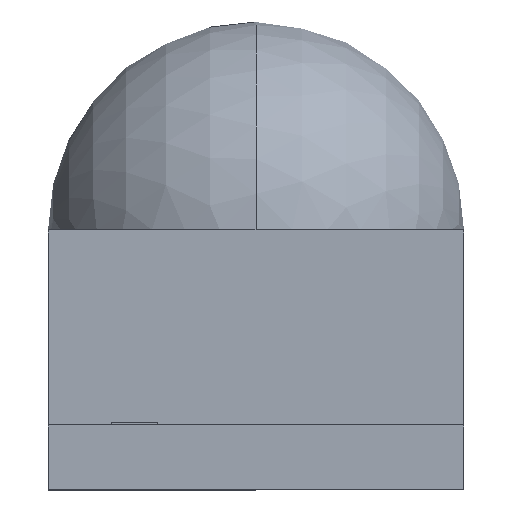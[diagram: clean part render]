
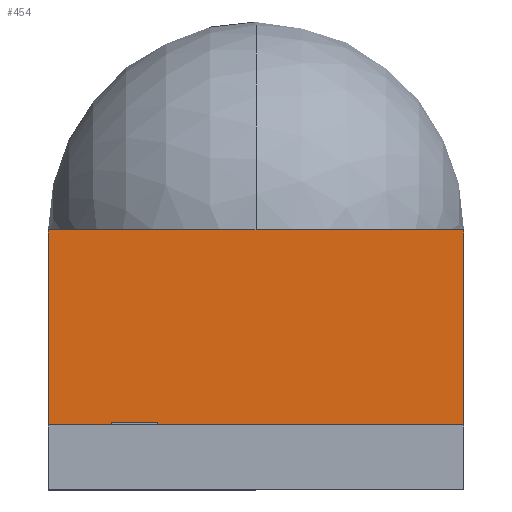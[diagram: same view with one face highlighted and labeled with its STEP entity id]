
A CAD part, left-side view. The second image highlights one B-rep face of the part: STEP entity #454.
In plain terms, the highlighted planar face has unit normal (-1, 0, 0).
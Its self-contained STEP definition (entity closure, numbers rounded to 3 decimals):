
#143 = VERTEX_POINT('',#144);
#144 = CARTESIAN_POINT('',(-0.8,0.8,0.25));
#150 = EDGE_CURVE('',#151,#143,#153,.T.);
#151 = VERTEX_POINT('',#152);
#152 = CARTESIAN_POINT('',(-0.8,0.8,1.));
#153 = LINE('',#154,#155);
#154 = CARTESIAN_POINT('',(-0.8,0.8,-2.669));
#155 = VECTOR('',#156,1.);
#156 = DIRECTION('',(0.,0.,-1.));
#435 = EDGE_CURVE('',#436,#151,#438,.T.);
#436 = VERTEX_POINT('',#437);
#437 = CARTESIAN_POINT('',(-0.8,0.,1.));
#438 = LINE('',#439,#440);
#439 = CARTESIAN_POINT('',(-0.8,-0.8,1.));
#440 = VECTOR('',#441,1.);
#441 = DIRECTION('',(0.,1.,0.));
#454 = ADVANCED_FACE('',(#455),#513,.F.);
#455 = FACE_BOUND('',#456,.F.);
#456 = EDGE_LOOP('',(#457,#458,#459,#467,#475,#483,#491,#499,#507));
#457 = ORIENTED_EDGE('',*,*,#150,.F.);
#458 = ORIENTED_EDGE('',*,*,#435,.F.);
#459 = ORIENTED_EDGE('',*,*,#460,.F.);
#460 = EDGE_CURVE('',#461,#436,#463,.T.);
#461 = VERTEX_POINT('',#462);
#462 = CARTESIAN_POINT('',(-0.8,-0.8,1.));
#463 = LINE('',#464,#465);
#464 = CARTESIAN_POINT('',(-0.8,-0.8,1.));
#465 = VECTOR('',#466,1.);
#466 = DIRECTION('',(0.,1.,0.));
#467 = ORIENTED_EDGE('',*,*,#468,.T.);
#468 = EDGE_CURVE('',#461,#469,#471,.T.);
#469 = VERTEX_POINT('',#470);
#470 = CARTESIAN_POINT('',(-0.8,-0.8,0.25));
#471 = LINE('',#472,#473);
#472 = CARTESIAN_POINT('',(-0.8,-0.8,-2.669));
#473 = VECTOR('',#474,1.);
#474 = DIRECTION('',(0.,0.,-1.));
#475 = ORIENTED_EDGE('',*,*,#476,.T.);
#476 = EDGE_CURVE('',#469,#477,#479,.T.);
#477 = VERTEX_POINT('',#478);
#478 = CARTESIAN_POINT('',(-0.8,0.377,0.25));
#479 = LINE('',#480,#481);
#480 = CARTESIAN_POINT('',(-0.8,-0.8,0.25));
#481 = VECTOR('',#482,1.);
#482 = DIRECTION('',(0.,1.,0.));
#483 = ORIENTED_EDGE('',*,*,#484,.T.);
#484 = EDGE_CURVE('',#477,#485,#487,.T.);
#485 = VERTEX_POINT('',#486);
#486 = CARTESIAN_POINT('',(-0.8,0.377,0.26));
#487 = LINE('',#488,#489);
#488 = CARTESIAN_POINT('',(-0.8,0.377,0.225));
#489 = VECTOR('',#490,1.);
#490 = DIRECTION('',(0.,0.,1.));
#491 = ORIENTED_EDGE('',*,*,#492,.F.);
#492 = EDGE_CURVE('',#493,#485,#495,.T.);
#493 = VERTEX_POINT('',#494);
#494 = CARTESIAN_POINT('',(-0.8,0.556,0.26));
#495 = LINE('',#496,#497);
#496 = CARTESIAN_POINT('',(-0.8,0.,0.26));
#497 = VECTOR('',#498,1.);
#498 = DIRECTION('',(0.,-1.,0.));
#499 = ORIENTED_EDGE('',*,*,#500,.F.);
#500 = EDGE_CURVE('',#501,#493,#503,.T.);
#501 = VERTEX_POINT('',#502);
#502 = CARTESIAN_POINT('',(-0.8,0.556,0.25));
#503 = LINE('',#504,#505);
#504 = CARTESIAN_POINT('',(-0.8,0.556,0.225));
#505 = VECTOR('',#506,1.);
#506 = DIRECTION('',(0.,0.,1.));
#507 = ORIENTED_EDGE('',*,*,#508,.T.);
#508 = EDGE_CURVE('',#501,#143,#509,.T.);
#509 = LINE('',#510,#511);
#510 = CARTESIAN_POINT('',(-0.8,-0.8,0.25));
#511 = VECTOR('',#512,1.);
#512 = DIRECTION('',(0.,1.,0.));
#513 = PLANE('',#514);
#514 = AXIS2_PLACEMENT_3D('',#515,#516,#517);
#515 = CARTESIAN_POINT('',(-0.8,-0.8,-2.669));
#516 = DIRECTION('',(1.,0.,0.));
#517 = DIRECTION('',(0.,0.,1.));
